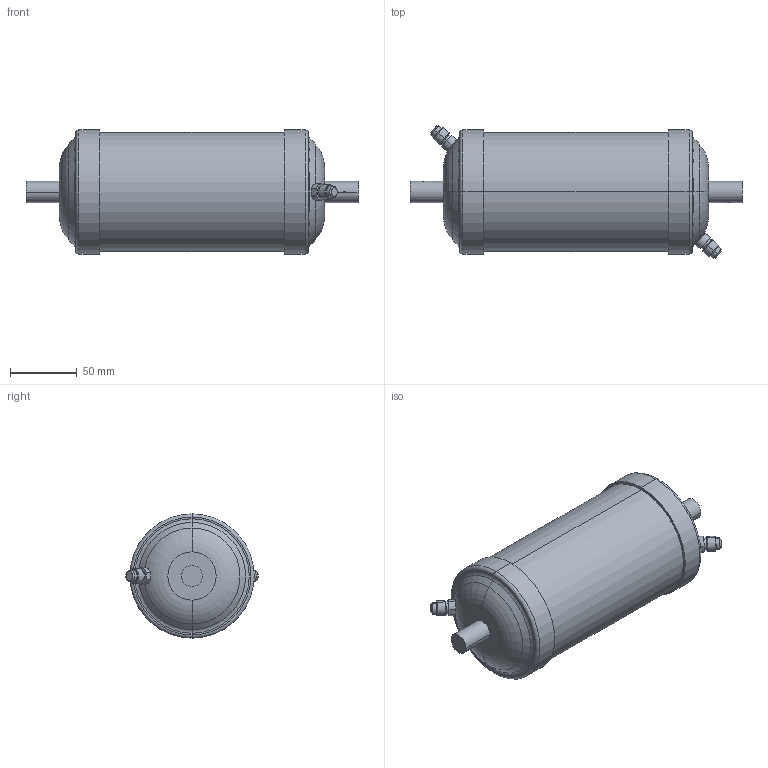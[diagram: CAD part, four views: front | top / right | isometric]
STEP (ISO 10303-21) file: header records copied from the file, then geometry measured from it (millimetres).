
FILE_DESCRIPTION (( 'STEP AP203' ), '1' );
FILE_NAME ('023Z1021R - DAS 414sVV.STEP', '2023-06-12T05:34:05', ( '' ), ( '' ), 'SwSTEP 2.0', 'SolidWorks 2020', '' );
FILE_SCHEMA (( 'CONFIG_CONTROL_DESIGN' ));
Length unit declared in the file: millimetre
Products named in the file (1): 023Z1021R - DAS 414sVV
Bounding box: 248 x 98.87 x 92.9 mm (x, y, z)
Volume: 1200572.4 mm3; surface area: 68705.1 mm2
Topology: 1 solids, 1 shells, 91 faces, 204 edges, 126 vertices
Faces by surface type: cylinder 34, plane 23, cone 18, torus 12, sphere 4
Entity records: 2749 total; most frequent: CARTESIAN_POINT 586, DIRECTION 486, ORIENTED_EDGE 400, AXIS2_PLACEMENT_3D 210, EDGE_CURVE 200, VERTEX_POINT 126, CIRCLE 118, EDGE_LOOP 106
